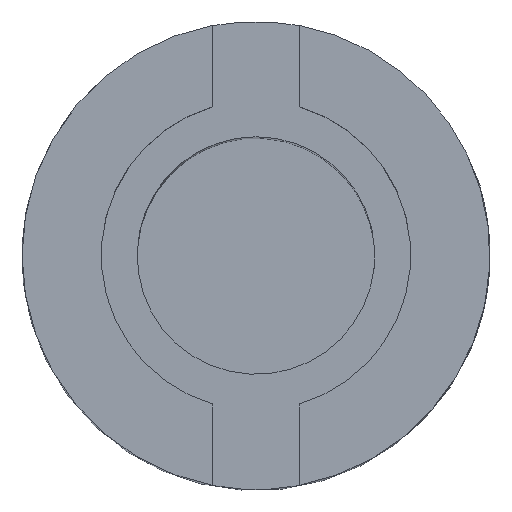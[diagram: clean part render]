
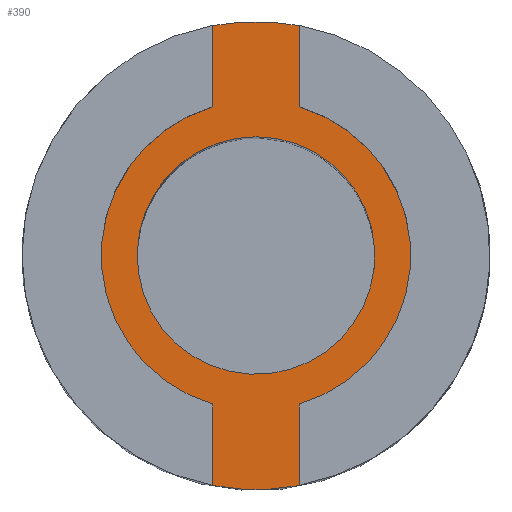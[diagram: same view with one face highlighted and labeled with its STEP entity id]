
A CAD part, top view. The second image highlights one B-rep face of the part: STEP entity #390.
In plain terms, the highlighted planar face has unit normal (0, 0, 1).
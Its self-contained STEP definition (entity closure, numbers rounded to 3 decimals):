
#179=PLANE('',#3194);
#390=ADVANCED_FACE('',(#597,#598),#179,.F.);
#597=FACE_BOUND('',#650,.T.);
#598=FACE_BOUND('',#651,.T.);
#650=EDGE_LOOP('',(#883,#884,#885,#886,#887,#888,#889,#890));
#651=EDGE_LOOP('',(#891));
#883=ORIENTED_EDGE('',*,*,#1766,.F.);
#884=ORIENTED_EDGE('',*,*,#1767,.F.);
#885=ORIENTED_EDGE('',*,*,#1754,.F.);
#886=ORIENTED_EDGE('',*,*,#1768,.T.);
#887=ORIENTED_EDGE('',*,*,#1769,.T.);
#888=ORIENTED_EDGE('',*,*,#1770,.T.);
#889=ORIENTED_EDGE('',*,*,#1749,.F.);
#890=ORIENTED_EDGE('',*,*,#1771,.F.);
#891=ORIENTED_EDGE('',*,*,#1772,.T.);
#1519=VERTEX_POINT('',#4541);
#1522=VERTEX_POINT('',#4546);
#1523=VERTEX_POINT('',#4548);
#1527=VERTEX_POINT('',#4556);
#1539=VERTEX_POINT('',#4665);
#1540=VERTEX_POINT('',#4666);
#1541=VERTEX_POINT('',#4669);
#1542=VERTEX_POINT('',#4671);
#1543=VERTEX_POINT('',#4675);
#1749=EDGE_CURVE('',#1522,#1523,#2081,.T.);
#1754=EDGE_CURVE('',#1527,#1519,#2084,.T.);
#1766=EDGE_CURVE('',#1539,#1540,#2087,.T.);
#1767=EDGE_CURVE('',#1519,#1539,#2516,.T.);
#1768=EDGE_CURVE('',#1527,#1541,#2517,.T.);
#1769=EDGE_CURVE('',#1541,#1542,#2088,.T.);
#1770=EDGE_CURVE('',#1542,#1523,#2518,.T.);
#1771=EDGE_CURVE('',#1540,#1522,#2519,.T.);
#1772=EDGE_CURVE('',#1543,#1543,#2089,.T.);
#2081=CIRCLE('',#3183,3.25);
#2084=CIRCLE('',#3186,3.25);
#2087=CIRCLE('',#3191,2.15);
#2088=CIRCLE('',#3192,2.15);
#2089=CIRCLE('',#3193,1.65);
#2516=LINE('',#4667,#2770);
#2517=LINE('',#4668,#2771);
#2518=LINE('',#4672,#2772);
#2519=LINE('',#4673,#2773);
#2770=VECTOR('',#3621,1.);
#2771=VECTOR('',#3622,1.);
#2772=VECTOR('',#3625,1.);
#2773=VECTOR('',#3626,1.);
#3183=AXIS2_PLACEMENT_3D('',#4547,#3596,#3597);
#3186=AXIS2_PLACEMENT_3D('',#4557,#3604,#3605);
#3191=AXIS2_PLACEMENT_3D('',#4664,#3619,#3620);
#3192=AXIS2_PLACEMENT_3D('',#4670,#3623,#3624);
#3193=AXIS2_PLACEMENT_3D('',#4674,#3627,#3628);
#3194=AXIS2_PLACEMENT_3D('',#4676,#3629,#3630);
#3596=DIRECTION('',(0.,0.,-1.));
#3597=DIRECTION('',(-0.185,0.983,0.));
#3604=DIRECTION('',(0.,0.,-1.));
#3605=DIRECTION('',(0.185,-0.983,0.));
#3619=DIRECTION('',(0.,0.,-1.));
#3620=DIRECTION('',(0.,1.,0.));
#3621=DIRECTION('',(0.,1.,0.));
#3622=DIRECTION('',(0.,1.,0.));
#3623=DIRECTION('',(0.,0.,1.));
#3624=DIRECTION('',(0.,1.,0.));
#3625=DIRECTION('',(0.,1.,0.));
#3626=DIRECTION('',(0.,1.,0.));
#3627=DIRECTION('',(0.,0.,-1.));
#3628=DIRECTION('',(0.,1.,0.));
#3629=DIRECTION('',(0.,0.,-1.));
#3630=DIRECTION('',(-0.282,0.959,0.));
#4541=CARTESIAN_POINT('',(5.312,-3.018,4.052));
#4546=CARTESIAN_POINT('',(5.312,3.37,4.052));
#4547=CARTESIAN_POINT('',(5.912,0.176,4.052));
#4548=CARTESIAN_POINT('',(6.512,3.37,4.052));
#4556=CARTESIAN_POINT('',(6.512,-3.018,4.052));
#4557=CARTESIAN_POINT('',(5.912,0.176,4.052));
#4664=CARTESIAN_POINT('',(5.912,0.176,4.052));
#4665=CARTESIAN_POINT('',(5.312,-1.889,4.052));
#4666=CARTESIAN_POINT('',(5.312,2.241,4.052));
#4667=CARTESIAN_POINT('',(5.312,-3.018,4.052));
#4668=CARTESIAN_POINT('',(6.512,-3.018,4.052));
#4669=CARTESIAN_POINT('',(6.512,-1.889,4.052));
#4670=CARTESIAN_POINT('',(5.912,0.176,4.052));
#4671=CARTESIAN_POINT('',(6.512,2.241,4.052));
#4672=CARTESIAN_POINT('',(6.512,2.136,4.052));
#4673=CARTESIAN_POINT('',(5.312,2.136,4.052));
#4674=CARTESIAN_POINT('',(5.912,0.176,4.052));
#4675=CARTESIAN_POINT('',(5.912,1.826,4.052));
#4676=CARTESIAN_POINT('',(5.382,-4.784,4.052));
